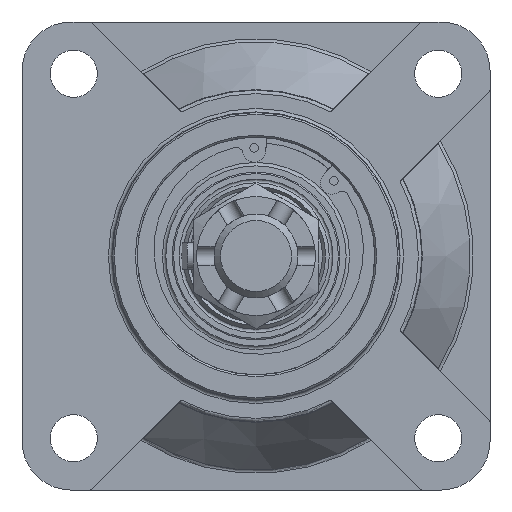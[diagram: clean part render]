
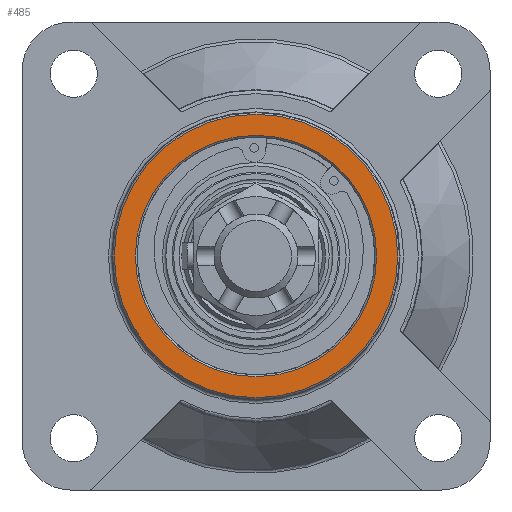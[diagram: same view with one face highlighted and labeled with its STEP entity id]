
A CAD part, left-side view. The second image highlights one B-rep face of the part: STEP entity #485.
In plain terms, the highlighted planar face has unit normal (-1, 0, 0).
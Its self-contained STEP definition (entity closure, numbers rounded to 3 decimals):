
#485 = ADVANCED_FACE( '', ( #1098, #1099 ), #1100, .F. );
#1098 = FACE_OUTER_BOUND( '', #2027, .T. );
#1099 = FACE_BOUND( '', #2028, .T. );
#1100 = PLANE( '', #2029 );
#2027 = EDGE_LOOP( '', ( #3013 ) );
#2028 = EDGE_LOOP( '', ( #3014 ) );
#2029 = AXIS2_PLACEMENT_3D( '', #3015, #3016, #3017 );
#3013 = ORIENTED_EDGE( '', *, *, #5065, .F. );
#3014 = ORIENTED_EDGE( '', *, *, #5066, .T. );
#3015 = CARTESIAN_POINT( '', ( -46., 0., 0. ) );
#3016 = DIRECTION( '', ( 1., 0., 0. ) );
#3017 = DIRECTION( '', ( 0., 0., -1. ) );
#5065 = EDGE_CURVE( '', #5920, #5920, #5921, .T. );
#5066 = EDGE_CURVE( '', #5922, #5922, #5923, .T. );
#5920 = VERTEX_POINT( '', #7302 );
#5921 = CIRCLE( '', #7303, 40.6 );
#5922 = VERTEX_POINT( '', #7304 );
#5923 = CIRCLE( '', #7305, 34.55 );
#7302 = CARTESIAN_POINT( '', ( -46., 0., -40.6 ) );
#7303 = AXIS2_PLACEMENT_3D( '', #9417, #9418, #9419 );
#7304 = CARTESIAN_POINT( '', ( -46., 0., -34.55 ) );
#7305 = AXIS2_PLACEMENT_3D( '', #9420, #9421, #9422 );
#9417 = CARTESIAN_POINT( '', ( -46., 0., 0. ) );
#9418 = DIRECTION( '', ( 1., 0., 0. ) );
#9419 = DIRECTION( '', ( 0., 0., -1. ) );
#9420 = CARTESIAN_POINT( '', ( -46., 0., 0. ) );
#9421 = DIRECTION( '', ( 1., 0., 0. ) );
#9422 = DIRECTION( '', ( 0., 0., -1. ) );
